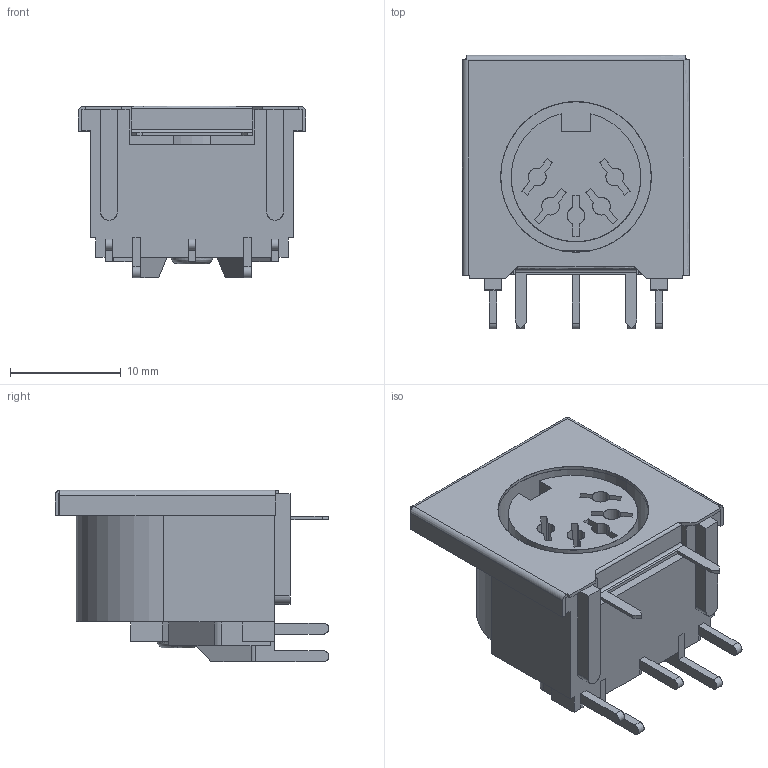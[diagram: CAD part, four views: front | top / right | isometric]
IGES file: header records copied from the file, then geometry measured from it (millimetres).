
Start section: SolidWorks IGES file using analytic representation for surfaces
Global section: file name: Will'KCDX-5S-S_rA2.IGS; native system: SolidWorks 2012; preprocessor: SolidWorks 2012; author: William; date: 130329.112931; units: millimetre
Bounding box: 20.5 x 24.7 x 15.5 mm (x, y, z)
Surface area: 3538.1 mm2 (no closed solid volume)
Topology: 0 solids, 0 shells, 245 faces, 1912 edges, 1912 vertices
Faces by surface type: bspline 200, revolution 45
